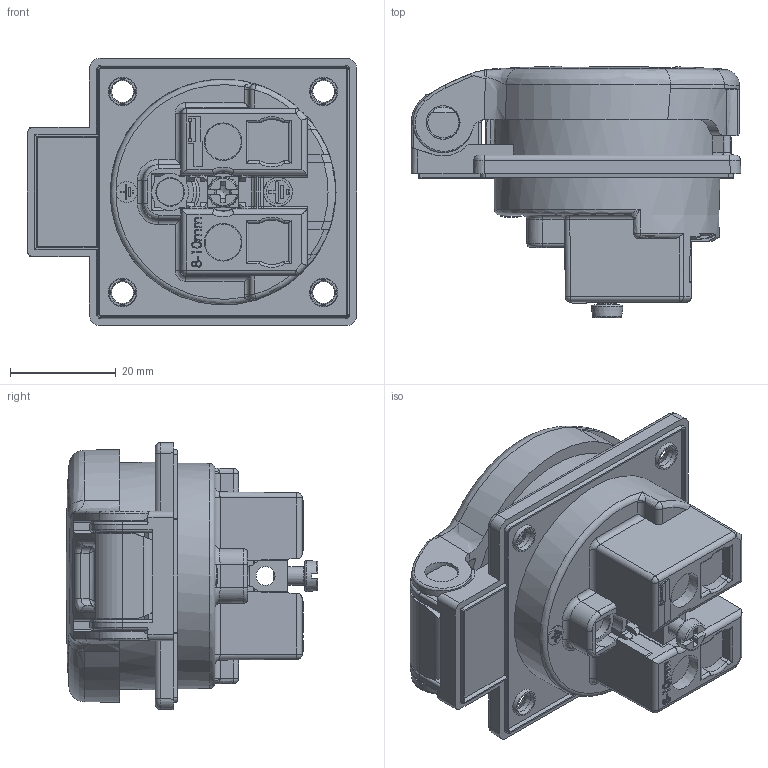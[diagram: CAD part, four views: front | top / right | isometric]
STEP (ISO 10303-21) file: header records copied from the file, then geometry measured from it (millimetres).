
FILE_DESCRIPTION (( 'STEP AP203' ), '1' );
FILE_NAME ('1050-0bsw.STEP', '2019-08-06T05:54:27', ( '' ), ( '' ), 'SwSTEP 2.0', 'SolidWorks 2019', '' );
FILE_SCHEMA (( 'CONFIG_CONTROL_DESIGN' ));
Length unit declared in the file: millimetre
Products named in the file (1): 1050-0bsw
Bounding box: 62.25 x 47.5 x 50.5 mm (x, y, z)
Volume: 62872.3 mm3; surface area: 17028.6 mm2
Topology: 1 solids, 1 shells, 1077 faces, 2853 edges, 1822 vertices
Faces by surface type: plane 582, cylinder 182, bspline 140, cone 116, torus 45, sphere 12
Full cylindrical faces by diameter (mm): 3.5 x1, 3.6 x1, 3.949 x1, 4.442 x1, 5.2 x1, 5.428 x1, 5.75 x2
Entity records: 39226 total; most frequent: CARTESIAN_POINT 14299, ORIENTED_EDGE 5540, DIRECTION 4541, EDGE_CURVE 2770, VERTEX_POINT 1800, LINE 1637, VECTOR 1637, AXIS2_PLACEMENT_3D 1452
